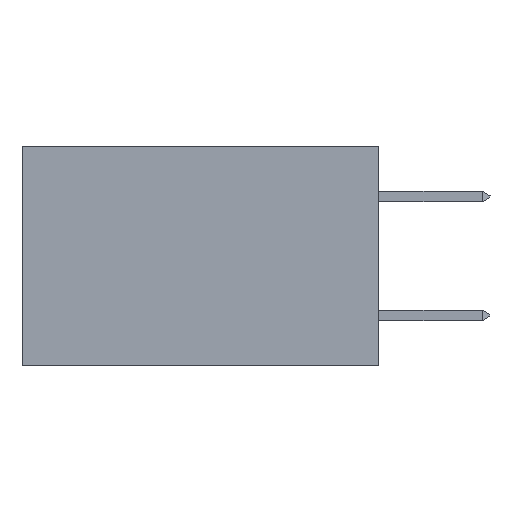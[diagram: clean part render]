
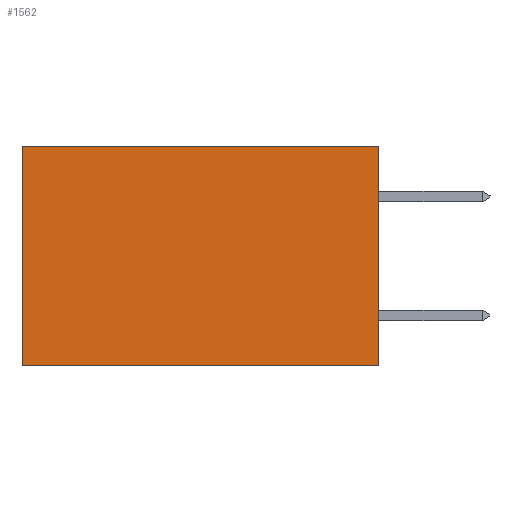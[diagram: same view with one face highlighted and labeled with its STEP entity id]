
A CAD part, left-side view. The second image highlights one B-rep face of the part: STEP entity #1562.
In plain terms, the highlighted planar face has unit normal (-1, 0, 0).
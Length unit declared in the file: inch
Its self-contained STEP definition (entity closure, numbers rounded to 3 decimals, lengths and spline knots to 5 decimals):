
#386 = CARTESIAN_POINT ( 'NONE',  ( 0.2615, 0., -0.37 ) ) ;
#877 = VERTEX_POINT ( 'NONE', #6144 ) ;
#1443 = CARTESIAN_POINT ( 'NONE',  ( 0.2615, 0., -0.37 ) ) ;
#1562 = ADVANCED_FACE ( 'NONE', ( #2576 ), #14648, .F. ) ;
#2283 = VERTEX_POINT ( 'NONE', #2990 ) ;
#2576 = FACE_OUTER_BOUND ( 'NONE', #3547, .T. ) ;
#2628 = EDGE_CURVE ( 'NONE', #3230, #2283, #13969, .T. ) ;
#2856 = LINE ( 'NONE', #7659, #4395 ) ;
#2990 = CARTESIAN_POINT ( 'NONE',  ( 0.2615, 0.6, -0.37 ) ) ;
#3012 = DIRECTION ( 'NONE',  ( 0., 1., 0. ) ) ;
#3230 = VERTEX_POINT ( 'NONE', #1443 ) ;
#3547 = EDGE_LOOP ( 'NONE', ( #5677, #13074, #7400, #8538 ) ) ;
#3985 = DIRECTION ( 'NONE',  ( 0., 0., -1. ) ) ;
#4395 = VECTOR ( 'NONE', #12474, 39.37008 ) ;
#4500 = DIRECTION ( 'NONE',  ( 0., 1., 0. ) ) ;
#5370 = AXIS2_PLACEMENT_3D ( 'NONE', #12203, #6123, #3985 ) ;
#5677 = ORIENTED_EDGE ( 'NONE', *, *, #12431, .T. ) ;
#6123 = DIRECTION ( 'NONE',  ( 1., 0., 0. ) ) ;
#6144 = CARTESIAN_POINT ( 'NONE',  ( 0.2615, 0., 0. ) ) ;
#6867 = CARTESIAN_POINT ( 'NONE',  ( 0.2615, 0., 0. ) ) ;
#7109 = VERTEX_POINT ( 'NONE', #14884 ) ;
#7400 = ORIENTED_EDGE ( 'NONE', *, *, #8910, .F. ) ;
#7659 = CARTESIAN_POINT ( 'NONE',  ( 0.2615, 0.6, -0.37 ) ) ;
#8411 = VECTOR ( 'NONE', #4500, 39.37008 ) ;
#8538 = ORIENTED_EDGE ( 'NONE', *, *, #9994, .T. ) ;
#8910 = EDGE_CURVE ( 'NONE', #877, #3230, #12145, .T. ) ;
#9086 = CARTESIAN_POINT ( 'NONE',  ( 0.2615, 0., -0.37 ) ) ;
#9783 = DIRECTION ( 'NONE',  ( 0., 0., -1. ) ) ;
#9994 = EDGE_CURVE ( 'NONE', #877, #7109, #12869, .T. ) ;
#12145 = LINE ( 'NONE', #386, #14678 ) ;
#12203 = CARTESIAN_POINT ( 'NONE',  ( 0.2615, 0., -0.37 ) ) ;
#12431 = EDGE_CURVE ( 'NONE', #7109, #2283, #2856, .T. ) ;
#12474 = DIRECTION ( 'NONE',  ( 0., 0., -1. ) ) ;
#12869 = LINE ( 'NONE', #6867, #8411 ) ;
#13074 = ORIENTED_EDGE ( 'NONE', *, *, #2628, .F. ) ;
#13969 = LINE ( 'NONE', #9086, #15050 ) ;
#14648 = PLANE ( 'NONE',  #5370 ) ;
#14678 = VECTOR ( 'NONE', #9783, 39.37008 ) ;
#14884 = CARTESIAN_POINT ( 'NONE',  ( 0.2615, 0.6, 0. ) ) ;
#15050 = VECTOR ( 'NONE', #3012, 39.37008 ) ;
